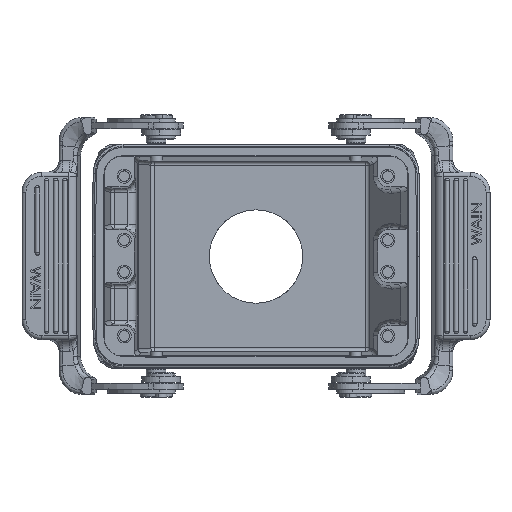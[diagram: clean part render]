
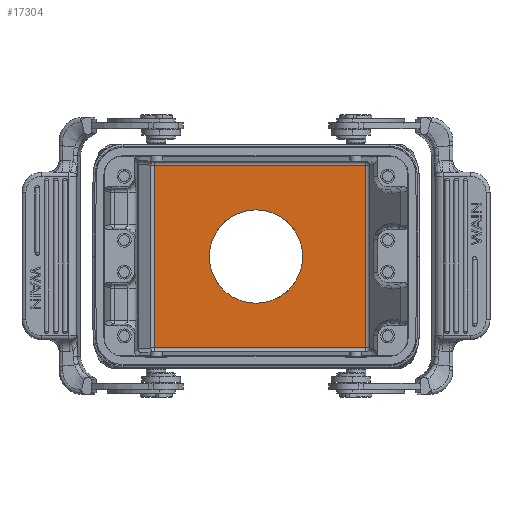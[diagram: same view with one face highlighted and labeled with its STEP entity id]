
A CAD part, top view. The second image highlights one B-rep face of the part: STEP entity #17304.
In plain terms, the highlighted planar face has unit normal (0, 0, 1).
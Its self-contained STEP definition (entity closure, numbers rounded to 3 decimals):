
#8618=FACE_BOUND('',#20955,.T.);
#8619=FACE_BOUND('',#20956,.T.);
#9480=PLANE('',#42015);
#10213=CIRCLE('',#39637,11.7);
#10214=CIRCLE('',#39639,11.7);
#13194=LINE('',#70981,#15493);
#13195=LINE('',#70985,#15494);
#13250=LINE('',#71210,#15549);
#13251=LINE('',#71212,#15550);
#15493=VECTOR('',#48943,1.);
#15494=VECTOR('',#48950,1.);
#15549=VECTOR('',#49117,1.);
#15550=VECTOR('',#49120,1.);
#17304=ADVANCED_FACE('',(#8618,#8619),#9480,.T.);
#20955=EDGE_LOOP('',(#30088,#30089));
#20956=EDGE_LOOP('',(#30090,#30091,#30092,#30093));
#30088=ORIENTED_EDGE('',*,*,#33387,.F.);
#30089=ORIENTED_EDGE('',*,*,#33384,.F.);
#30090=ORIENTED_EDGE('',*,*,#37940,.F.);
#30091=ORIENTED_EDGE('',*,*,#37851,.F.);
#30092=ORIENTED_EDGE('',*,*,#37853,.T.);
#30093=ORIENTED_EDGE('',*,*,#37939,.T.);
#30325=VERTEX_POINT('',#49401);
#30326=VERTEX_POINT('',#49403);
#33119=VERTEX_POINT('',#69189);
#33164=VERTEX_POINT('',#69724);
#33283=VERTEX_POINT('',#70980);
#33327=VERTEX_POINT('',#71207);
#33384=EDGE_CURVE('',#30325,#30326,#10213,.T.);
#33387=EDGE_CURVE('',#30326,#30325,#10214,.T.);
#37851=EDGE_CURVE('',#33283,#33119,#13194,.T.);
#37853=EDGE_CURVE('',#33283,#33164,#13195,.T.);
#37939=EDGE_CURVE('',#33164,#33327,#13250,.T.);
#37940=EDGE_CURVE('',#33119,#33327,#13251,.T.);
#39637=AXIS2_PLACEMENT_3D('',#49402,#42107,#42108);
#39639=AXIS2_PLACEMENT_3D('',#49452,#42111,#42112);
#42015=AXIS2_PLACEMENT_3D('',#71213,#49121,#49122);
#42107=DIRECTION('',(0.,0.,1.));
#42108=DIRECTION('',(1.,0.,0.));
#42111=DIRECTION('',(0.,0.,1.));
#42112=DIRECTION('',(-1.,0.,0.));
#48943=DIRECTION('',(0.,1.,0.));
#48950=DIRECTION('',(1.,0.,0.));
#49117=DIRECTION('',(0.,1.,0.));
#49120=DIRECTION('',(1.,0.,0.));
#49121=DIRECTION('',(0.,0.,1.));
#49122=DIRECTION('',(1.,0.,0.));
#49401=CARTESIAN_POINT('',(11.7,0.,-74.86));
#49402=CARTESIAN_POINT('',(0.,0.,-74.86));
#49403=CARTESIAN_POINT('',(-11.7,0.,-74.86));
#49452=CARTESIAN_POINT('',(0.,0.,-74.86));
#69189=CARTESIAN_POINT('',(-25.424,22.891,-74.86));
#69724=CARTESIAN_POINT('',(27.482,-22.891,-74.86));
#70980=CARTESIAN_POINT('',(-25.424,-22.891,-74.86));
#70981=CARTESIAN_POINT('',(-25.424,-22.891,-74.86));
#70985=CARTESIAN_POINT('',(-25.424,-22.891,-74.86));
#71207=CARTESIAN_POINT('',(27.482,22.891,-74.86));
#71210=CARTESIAN_POINT('',(27.482,-22.891,-74.86));
#71212=CARTESIAN_POINT('',(-25.424,22.891,-74.86));
#71213=CARTESIAN_POINT('',(-30.759,-28.,-74.86));
